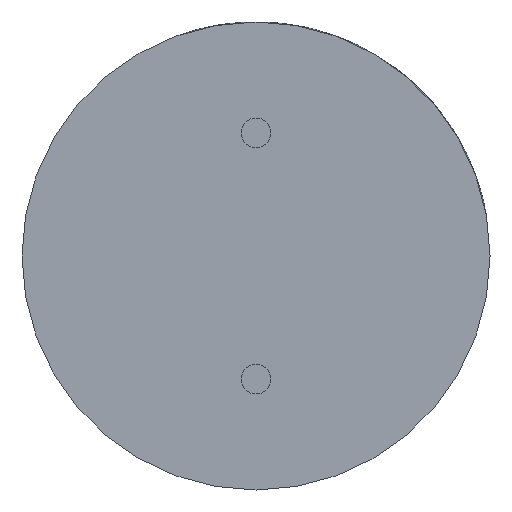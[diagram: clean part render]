
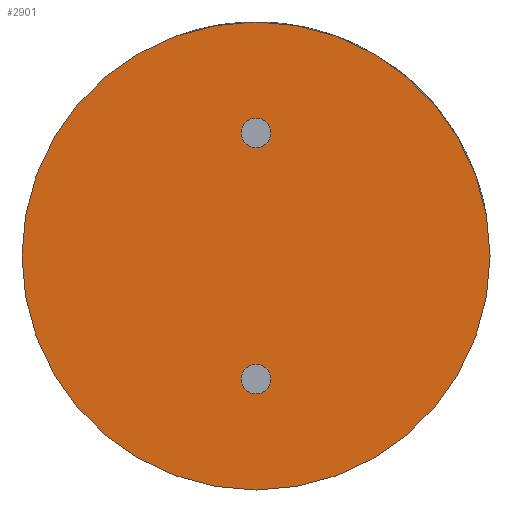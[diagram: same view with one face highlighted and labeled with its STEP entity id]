
A CAD part, front view. The second image highlights one B-rep face of the part: STEP entity #2901.
In plain terms, the highlighted planar face has unit normal (0, -1, 0).
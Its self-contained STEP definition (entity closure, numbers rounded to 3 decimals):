
#58 = CARTESIAN_POINT ( 'NONE',  ( 0., 0., 2.2 ) ) ;
#157 = AXIS2_PLACEMENT_3D ( 'NONE', #3638, #5459, #1356 ) ;
#374 = DIRECTION ( 'NONE',  ( 0., 1., 0. ) ) ;
#461 = VERTEX_POINT ( 'NONE', #4574 ) ;
#631 = EDGE_LOOP ( 'NONE', ( #1553, #5859 ) ) ;
#638 = EDGE_CURVE ( 'NONE', #4545, #461, #4587, .T. ) ;
#676 = CARTESIAN_POINT ( 'NONE',  ( 0., 0., -2.5 ) ) ;
#707 = AXIS2_PLACEMENT_3D ( 'NONE', #4484, #374, #2220 ) ;
#728 = ORIENTED_EDGE ( 'NONE', *, *, #2600, .F. ) ;
#768 = CARTESIAN_POINT ( 'NONE',  ( 0., 0., 0. ) ) ;
#1136 = DIRECTION ( 'NONE',  ( 0., 1., 0. ) ) ;
#1275 = EDGE_CURVE ( 'NONE', #461, #4545, #5890, .T. ) ;
#1356 = DIRECTION ( 'NONE',  ( 0., 0., 1. ) ) ;
#1553 = ORIENTED_EDGE ( 'NONE', *, *, #3152, .F. ) ;
#1582 = VERTEX_POINT ( 'NONE', #1635 ) ;
#1635 = CARTESIAN_POINT ( 'NONE',  ( 0., 0., -2.8 ) ) ;
#1637 = PLANE ( 'NONE',  #4581 ) ;
#1788 = CIRCLE ( 'NONE', #5111, 0.3 ) ;
#1814 = DIRECTION ( 'NONE',  ( 0., 0., 1. ) ) ;
#2010 = AXIS2_PLACEMENT_3D ( 'NONE', #676, #2508, #4337 ) ;
#2070 = CARTESIAN_POINT ( 'NONE',  ( 0., 0., 2.5 ) ) ;
#2093 = FACE_BOUND ( 'NONE', #4884, .T. ) ;
#2114 = CARTESIAN_POINT ( 'NONE',  ( 0., 0., -2.2 ) ) ;
#2220 = DIRECTION ( 'NONE',  ( 0., 0., 1. ) ) ;
#2290 = CARTESIAN_POINT ( 'NONE',  ( 0., 0., 2.8 ) ) ;
#2508 = DIRECTION ( 'NONE',  ( 0., -1., 0. ) ) ;
#2555 = ORIENTED_EDGE ( 'NONE', *, *, #3089, .F. ) ;
#2600 = EDGE_CURVE ( 'NONE', #3655, #1582, #1788, .T. ) ;
#2602 = DIRECTION ( 'NONE',  ( 0., 1., 0. ) ) ;
#2634 = EDGE_CURVE ( 'NONE', #5667, #3461, #2768, .T. ) ;
#2768 = CIRCLE ( 'NONE', #157, 0.3 ) ;
#2785 = AXIS2_PLACEMENT_3D ( 'NONE', #2070, #3892, #5708 ) ;
#2901 = ADVANCED_FACE ( 'NONE', ( #2093, #3913, #5732 ), #1637, .F. ) ;
#2970 = DIRECTION ( 'NONE',  ( 0., 0., 1. ) ) ;
#3089 = EDGE_CURVE ( 'NONE', #1582, #3655, #4597, .T. ) ;
#3152 = EDGE_CURVE ( 'NONE', #3461, #5667, #5347, .T. ) ;
#3461 = VERTEX_POINT ( 'NONE', #2290 ) ;
#3638 = CARTESIAN_POINT ( 'NONE',  ( 0., 0., 2.5 ) ) ;
#3655 = VERTEX_POINT ( 'NONE', #2114 ) ;
#3810 = ORIENTED_EDGE ( 'NONE', *, *, #1275, .F. ) ;
#3892 = DIRECTION ( 'NONE',  ( 0., -1., 0. ) ) ;
#3913 = FACE_BOUND ( 'NONE', #631, .T. ) ;
#4082 = CARTESIAN_POINT ( 'NONE',  ( 0., 0., -2.5 ) ) ;
#4337 = DIRECTION ( 'NONE',  ( 0., 0., 1. ) ) ;
#4423 = DIRECTION ( 'NONE',  ( 0., 0., 1. ) ) ;
#4484 = CARTESIAN_POINT ( 'NONE',  ( 0., 0., 0. ) ) ;
#4545 = VERTEX_POINT ( 'NONE', #5109 ) ;
#4574 = CARTESIAN_POINT ( 'NONE',  ( 0., 0., 4.75 ) ) ;
#4581 = AXIS2_PLACEMENT_3D ( 'NONE', #768, #2602, #4423 ) ;
#4587 = CIRCLE ( 'NONE', #5339, 4.75 ) ;
#4597 = CIRCLE ( 'NONE', #2010, 0.3 ) ;
#4884 = EDGE_LOOP ( 'NONE', ( #728, #2555 ) ) ;
#5109 = CARTESIAN_POINT ( 'NONE',  ( 0., 0., -4.75 ) ) ;
#5111 = AXIS2_PLACEMENT_3D ( 'NONE', #4082, #5910, #1814 ) ;
#5229 = CARTESIAN_POINT ( 'NONE',  ( 0., 0., 0. ) ) ;
#5339 = AXIS2_PLACEMENT_3D ( 'NONE', #5229, #1136, #2970 ) ;
#5347 = CIRCLE ( 'NONE', #2785, 0.3 ) ;
#5402 = ORIENTED_EDGE ( 'NONE', *, *, #638, .F. ) ;
#5459 = DIRECTION ( 'NONE',  ( 0., -1., 0. ) ) ;
#5552 = EDGE_LOOP ( 'NONE', ( #5402, #3810 ) ) ;
#5667 = VERTEX_POINT ( 'NONE', #58 ) ;
#5708 = DIRECTION ( 'NONE',  ( 0., 0., 1. ) ) ;
#5732 = FACE_OUTER_BOUND ( 'NONE', #5552, .T. ) ;
#5859 = ORIENTED_EDGE ( 'NONE', *, *, #2634, .F. ) ;
#5890 = CIRCLE ( 'NONE', #707, 4.75 ) ;
#5910 = DIRECTION ( 'NONE',  ( 0., -1., 0. ) ) ;
